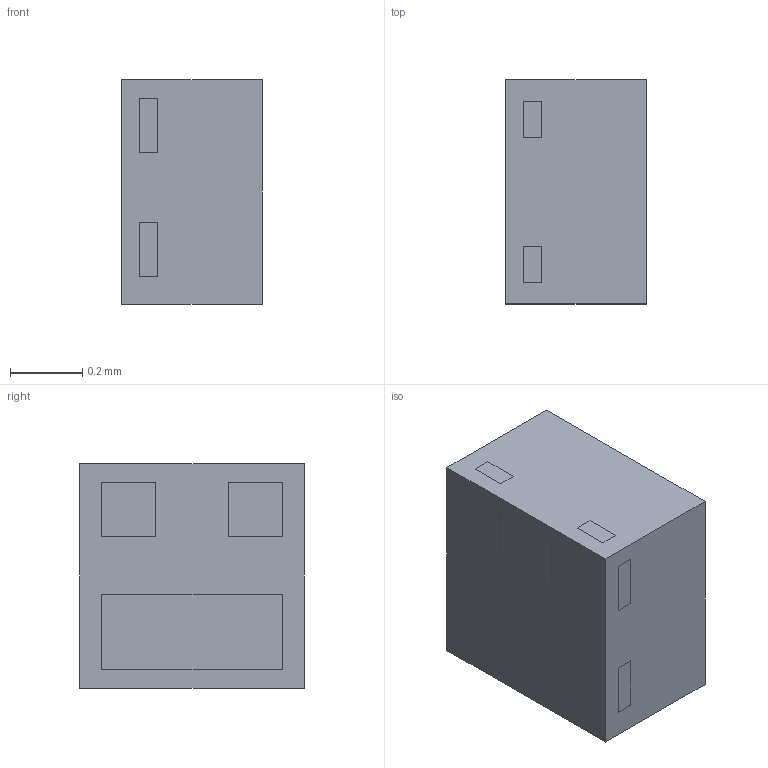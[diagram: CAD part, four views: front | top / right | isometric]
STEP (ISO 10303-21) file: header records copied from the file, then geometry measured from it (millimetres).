
FILE_DESCRIPTION(/* description */ ('Unknown'),/* implementation_level */ '2;1');
FILE_NAME(/* name */ 'DFN0606H4-3',/* time_stamp */ '2020-09-08T15:21:56+08:00',/* author */ ('Unknown'),/* organization */ ('Unknown'),/* preprocessor_version */ 'ST-DEVELOPER v16.7',/* originating_system */ 'DEX',/* authorisation */ $);
FILE_SCHEMA (('AUTOMOTIVE_DESIGN {1 0 10303 214 3 1 1}'));
Length unit declared in the file: millimetre
Products named in the file (3): DFN0606H4-3; Compound; LDF
Assembly tree (2 placements, depth 2):
  DFN0606H4-3
    Compound
    LDF
Bounding box: 0.39 x 0.62 x 0.62 mm (x, y, z)
Volume: 0.1 mm3; surface area: 3 mm2
Topology: 4 solids, 4 shells, 109 faces, 288 edges, 184 vertices
Faces by surface type: plane 89, cylinder 20
Entity records: 3807 total; most frequent: CARTESIAN_POINT 584, ORIENTED_EDGE 576, DIRECTION 552, EDGE_CURVE 288, LINE 248, VECTOR 248, VERTEX_POINT 184, AXIS2_PLACEMENT_3D 152
